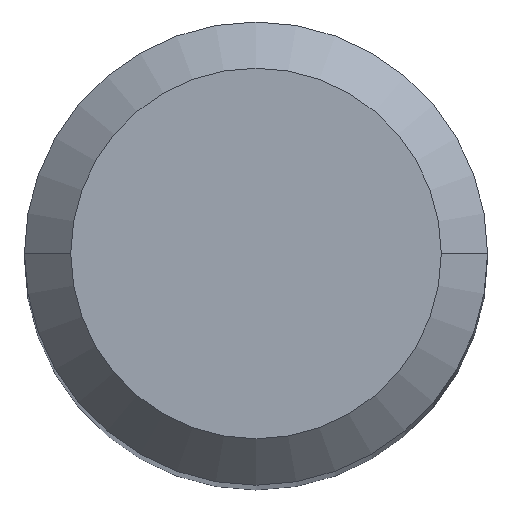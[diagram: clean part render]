
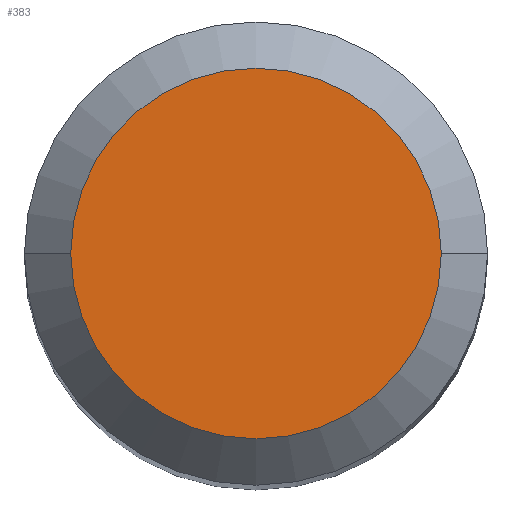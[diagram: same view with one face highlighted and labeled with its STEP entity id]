
A CAD part, top view. The second image highlights one B-rep face of the part: STEP entity #383.
In plain terms, the highlighted planar face has unit normal (0, 0, 1).
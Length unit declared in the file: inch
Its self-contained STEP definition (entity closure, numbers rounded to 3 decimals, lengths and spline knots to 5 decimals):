
#1 = DIRECTION ( 'NONE',  ( 0., 0., 1. ) ) ;
#11 = CARTESIAN_POINT ( 'NONE',  ( 0.09448, 0., 0. ) ) ;
#15 = CARTESIAN_POINT ( 'NONE',  ( 0., 0., 0. ) ) ;
#53 = CIRCLE ( 'NONE', #300, 0.09448 ) ;
#69 = DIRECTION ( 'NONE',  ( 1., 0., 0. ) ) ;
#91 = CARTESIAN_POINT ( 'NONE',  ( -0.09448, 0., 0. ) ) ;
#95 = VERTEX_POINT ( 'NONE', #91 ) ;
#124 = AXIS2_PLACEMENT_3D ( 'NONE', #190, #329, #287 ) ;
#152 = CARTESIAN_POINT ( 'NONE',  ( 0., 0., 0. ) ) ;
#164 = DIRECTION ( 'NONE',  ( 0., 0., 1. ) ) ;
#174 = VERTEX_POINT ( 'NONE', #11 ) ;
#190 = CARTESIAN_POINT ( 'NONE',  ( 0., 0., 0. ) ) ;
#222 = FACE_OUTER_BOUND ( 'NONE', #432, .T. ) ;
#231 = CIRCLE ( 'NONE', #275, 0.09448 ) ;
#272 = EDGE_CURVE ( 'NONE', #174, #95, #53, .T. ) ;
#275 = AXIS2_PLACEMENT_3D ( 'NONE', #152, #1, #69 ) ;
#287 = DIRECTION ( 'NONE',  ( -1., 0., 0. ) ) ;
#296 = DIRECTION ( 'NONE',  ( 1., 0., 0. ) ) ;
#300 = AXIS2_PLACEMENT_3D ( 'NONE', #15, #164, #296 ) ;
#329 = DIRECTION ( 'NONE',  ( 0., 0., -1. ) ) ;
#370 = ORIENTED_EDGE ( 'NONE', *, *, #425, .T. ) ;
#383 = ADVANCED_FACE ( 'NONE', ( #222 ), #398, .F. ) ;
#397 = ORIENTED_EDGE ( 'NONE', *, *, #272, .T. ) ;
#398 = PLANE ( 'NONE',  #124 ) ;
#425 = EDGE_CURVE ( 'NONE', #95, #174, #231, .T. ) ;
#432 = EDGE_LOOP ( 'NONE', ( #370, #397 ) ) ;
